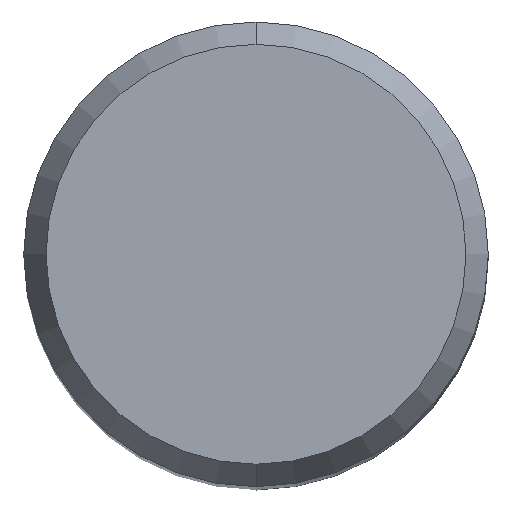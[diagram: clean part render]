
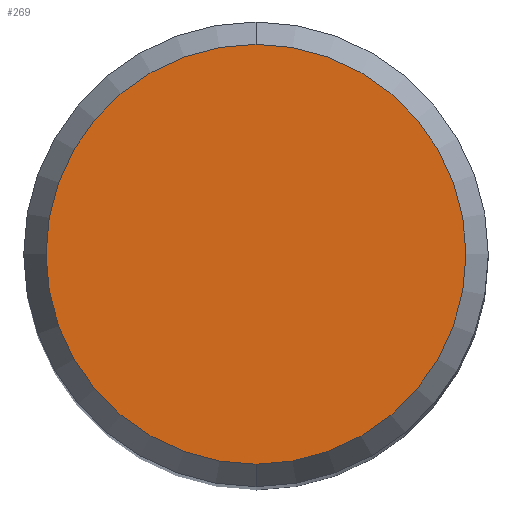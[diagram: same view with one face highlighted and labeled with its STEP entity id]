
A CAD part, top view. The second image highlights one B-rep face of the part: STEP entity #269.
In plain terms, the highlighted planar face has unit normal (0, 0, 1).
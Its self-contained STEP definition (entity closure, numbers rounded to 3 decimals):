
#129=EDGE_CURVE('',#213,#301,#332,.T.);
#213=VERTEX_POINT('',#425);
#227=EDGE_CURVE('',#301,#213,#439,.T.);
#269=ADVANCED_FACE('',(#488),#489,.T.);
#301=VERTEX_POINT('',#530);
#332=CIRCLE('',#556,4.304);
#425=CARTESIAN_POINT('',(0.,-4.304,0.01));
#439=CIRCLE('',#702,4.304);
#488=FACE_OUTER_BOUND('',#761,.T.);
#489=PLANE('',#762);
#530=CARTESIAN_POINT('',(0.0,4.304,0.01));
#556=AXIS2_PLACEMENT_3D('',#821,#822,#823);
#702=AXIS2_PLACEMENT_3D('',#940,#941,#942);
#761=EDGE_LOOP('',(#1012,#1013));
#762=AXIS2_PLACEMENT_3D('',#1014,#1015,#1016);
#821=CARTESIAN_POINT('',(0.0,0.0,0.01));
#822=DIRECTION('',(0.0,0.0,-1.0));
#823=DIRECTION('',(0.0,1.0,0.0));
#940=CARTESIAN_POINT('',(0.0,0.0,0.01));
#941=DIRECTION('',(0.0,0.0,-1.0));
#942=DIRECTION('',(0.0,1.0,0.0));
#1012=ORIENTED_EDGE('',*,*,#227,.F.);
#1013=ORIENTED_EDGE('',*,*,#129,.F.);
#1014=CARTESIAN_POINT('',(0.0,2.152,0.01));
#1015=DIRECTION('',(-0.0,0.0,1.0));
#1016=DIRECTION('',(0.0,-1.0,0.0));
